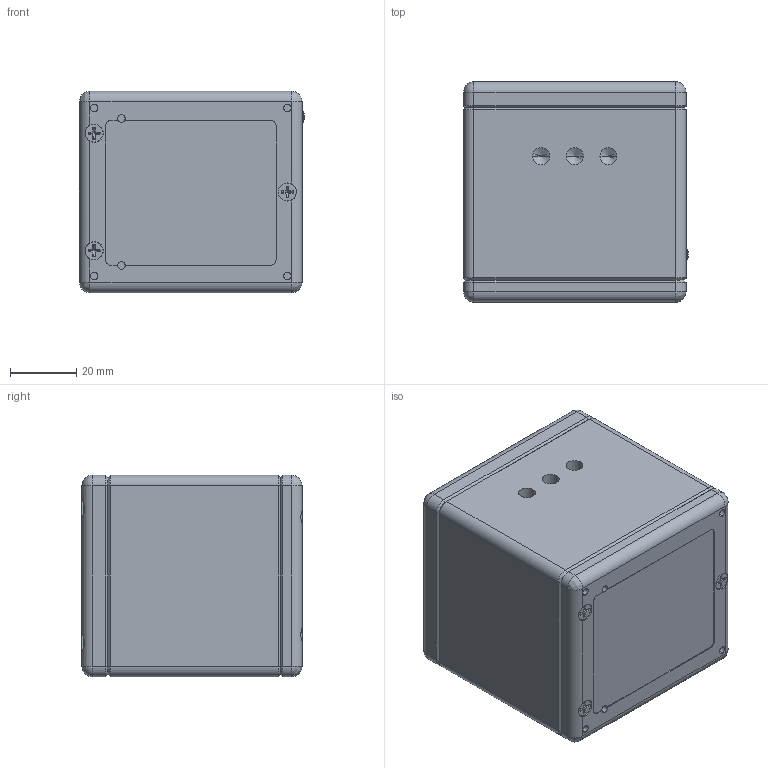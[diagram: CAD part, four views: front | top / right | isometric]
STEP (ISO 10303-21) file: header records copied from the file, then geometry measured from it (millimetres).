
FILE_DESCRIPTION (( 'STEP AP214' ), '1' );
FILE_NAME ('BR2_2018.STEP', '2020-03-26T01:33:09', ( '' ), ( '' ), 'SwSTEP 2.0', 'SolidWorks 2019', '' );
FILE_SCHEMA (( 'AUTOMOTIVE_DESIGN' ));
Length unit declared in the file: inch
Products named in the file (12): PCB; Label BM2-DD_2018; BeamMap Lid v2; Front Screws_91253A110; BMR Puck; 513870530; BeamMap 3D Case; PLP2-250; BR2_2018; BeamMap Back; Sensor PCB; Back Screws_96640A058
Assembly tree (16 placements, depth 2):
  BR2_2018
    BeamMap Lid v2
    BeamMap 3D Case
    BeamMap Back
    Front Screws_91253A110  x4
    Back Screws_96640A058  x3
    BMR Puck
    PCB
    513870530
    Label BM2-DD_2018
    Sensor PCB
    PLP2-250
Bounding box: 68.07 x 66.55 x 60.96 mm (x, y, z)
Volume: 141659.5 mm3; surface area: 75243.9 mm2
Topology: 16 solids, 16 shells, 2845 faces, 7706 edges, 5029 vertices
Faces by surface type: plane 1313, cylinder 769, bspline 582, cone 167, torus 8, sphere 6
Entity records: 122989 total; most frequent: CARTESIAN_POINT 50405, ORIENTED_EDGE 12598, DIRECTION 9064, EDGE_CURVE 6299, LINE 4166, VECTOR 4166, VERTEX_POINT 4136, EDGE_LOOP 2593
